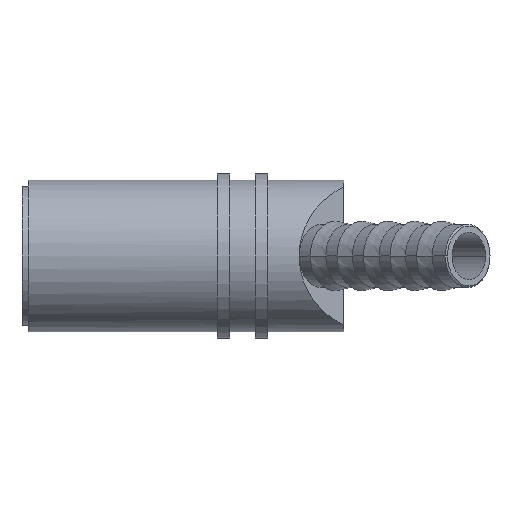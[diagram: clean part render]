
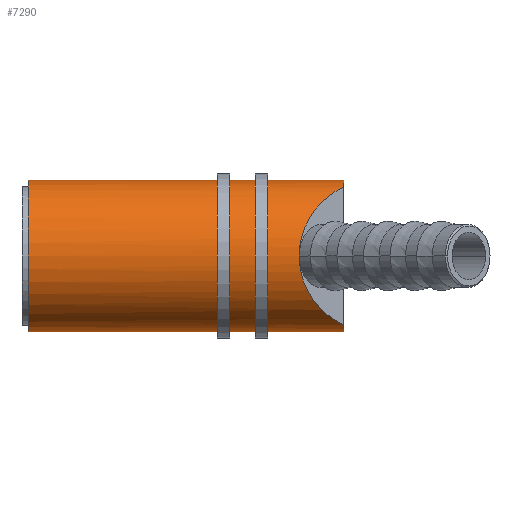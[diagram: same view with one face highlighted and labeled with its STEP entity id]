
A CAD part, front view. The second image highlights one B-rep face of the part: STEP entity #7290.
In plain terms, the highlighted cylindrical face has radius 12 mm (diameter 24 mm), a partial arc.
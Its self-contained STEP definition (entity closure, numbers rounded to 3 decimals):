
#44 = AXIS2_PLACEMENT_3D ( 'NONE', #648, #3652, #3057 ) ;
#168 = CIRCLE ( 'NONE', #1179, 12. ) ;
#189 = DIRECTION ( 'NONE',  ( -1., 0., 0. ) ) ;
#223 = CARTESIAN_POINT ( 'NONE',  ( 0., 0., -12. ) ) ;
#352 = CARTESIAN_POINT ( 'NONE',  ( 43.929, -12., 0. ) ) ;
#386 = EDGE_CURVE ( 'NONE', #6467, #6907, #3453, .T. ) ;
#425 = CARTESIAN_POINT ( 'NONE',  ( 43.929, -12., 4.861 ) ) ;
#494 = VERTEX_POINT ( 'NONE', #2627 ) ;
#648 = CARTESIAN_POINT ( 'NONE',  ( 51., 0., 0. ) ) ;
#813 = CIRCLE ( 'NONE', #2195, 12. ) ;
#923 = AXIS2_PLACEMENT_3D ( 'NONE', #3538, #4162, #5336 ) ;
#960 = VERTEX_POINT ( 'NONE', #2656 ) ;
#1179 = AXIS2_PLACEMENT_3D ( 'NONE', #3138, #3769, #7382 ) ;
#1267 = EDGE_LOOP ( 'NONE', ( #1355, #6288, #2570, #3833, #1554, #5761, #1552 ) ) ;
#1355 = ORIENTED_EDGE ( 'NONE', *, *, #1689, .F. ) ;
#1552 = ORIENTED_EDGE ( 'NONE', *, *, #5057, .F. ) ;
#1554 = ORIENTED_EDGE ( 'NONE', *, *, #386, .T. ) ;
#1567 = VECTOR ( 'NONE', #5026, 1000. ) ;
#1689 = EDGE_CURVE ( 'NONE', #6668, #494, #5615, .T. ) ;
#1762 =( BOUNDED_CURVE ( )  B_SPLINE_CURVE ( 3, ( #352, #425, #2836, #5228 ),
 .UNSPECIFIED., .F., .T. ) 
 B_SPLINE_CURVE_WITH_KNOTS ( ( 4, 4 ),
 ( 0., 1.148 ),
 .UNSPECIFIED. ) 
 CURVE ( )  GEOMETRIC_REPRESENTATION_ITEM ( )  RATIONAL_B_SPLINE_CURVE ( ( 1., 0.893, 0.893, 1. ) ) 
 REPRESENTATION_ITEM ( '' )  );
#1911 = CARTESIAN_POINT ( 'NONE',  ( 43.929, -12., 0. ) ) ;
#2073 = DIRECTION ( 'NONE',  ( -1., 0., 0. ) ) ;
#2195 = AXIS2_PLACEMENT_3D ( 'NONE', #4909, #189, #3149 ) ;
#2394 = FACE_OUTER_BOUND ( 'NONE', #1267, .T. ) ;
#2409 = CARTESIAN_POINT ( 'NONE',  ( 51., -4.929, 10.941 ) ) ;
#2570 = ORIENTED_EDGE ( 'NONE', *, *, #7464, .T. ) ;
#2627 = CARTESIAN_POINT ( 'NONE',  ( 1., 0., -12. ) ) ;
#2656 = CARTESIAN_POINT ( 'NONE',  ( 51., -4.929, -10.941 ) ) ;
#2836 = CARTESIAN_POINT ( 'NONE',  ( 46.568, -9.361, 8.944 ) ) ;
#3057 = DIRECTION ( 'NONE',  ( 0., 0., 1. ) ) ;
#3123 = VERTEX_POINT ( 'NONE', #4963 ) ;
#3138 = CARTESIAN_POINT ( 'NONE',  ( 51., 0., 0. ) ) ;
#3149 = DIRECTION ( 'NONE',  ( 0., 0., 1. ) ) ;
#3453 = CIRCLE ( 'NONE', #44, 12. ) ;
#3523 = VERTEX_POINT ( 'NONE', #4560 ) ;
#3538 = CARTESIAN_POINT ( 'NONE',  ( 0., 0., 0. ) ) ;
#3652 = DIRECTION ( 'NONE',  ( -1., 0., 0. ) ) ;
#3769 = DIRECTION ( 'NONE',  ( -1., 0., 0. ) ) ;
#3830 = CARTESIAN_POINT ( 'NONE',  ( 51., 0., -12. ) ) ;
#3833 = ORIENTED_EDGE ( 'NONE', *, *, #4511, .T. ) ;
#4162 = DIRECTION ( 'NONE',  ( -1., 0., 0. ) ) ;
#4313 = CARTESIAN_POINT ( 'NONE',  ( 0., 0., 12. ) ) ;
#4453 = CARTESIAN_POINT ( 'NONE',  ( 51., 0., 12. ) ) ;
#4511 = EDGE_CURVE ( 'NONE', #3123, #6467, #1762, .T. ) ;
#4560 = CARTESIAN_POINT ( 'NONE',  ( 1., 0., 12. ) ) ;
#4909 = CARTESIAN_POINT ( 'NONE',  ( 1., 0., 0. ) ) ;
#4961 =( BOUNDED_CURVE ( )  B_SPLINE_CURVE ( 3, ( #6080, #5612, #7423, #1911 ),
 .UNSPECIFIED., .F., .T. ) 
 B_SPLINE_CURVE_WITH_KNOTS ( ( 4, 4 ),
 ( 5.136, 6.283 ),
 .UNSPECIFIED. ) 
 CURVE ( )  GEOMETRIC_REPRESENTATION_ITEM ( )  RATIONAL_B_SPLINE_CURVE ( ( 1., 0.893, 0.893, 1. ) ) 
 REPRESENTATION_ITEM ( '' )  );
#4963 = CARTESIAN_POINT ( 'NONE',  ( 43.929, -12., 0. ) ) ;
#5026 = DIRECTION ( 'NONE',  ( -1., 0., 0. ) ) ;
#5057 = EDGE_CURVE ( 'NONE', #494, #3523, #813, .T. ) ;
#5228 = CARTESIAN_POINT ( 'NONE',  ( 51., -4.929, 10.941 ) ) ;
#5336 = DIRECTION ( 'NONE',  ( 0., 0., 1. ) ) ;
#5571 = VECTOR ( 'NONE', #2073, 1000. ) ;
#5612 = CARTESIAN_POINT ( 'NONE',  ( 46.568, -9.361, -8.944 ) ) ;
#5615 = LINE ( 'NONE', #223, #1567 ) ;
#5761 = ORIENTED_EDGE ( 'NONE', *, *, #7466, .T. ) ;
#6080 = CARTESIAN_POINT ( 'NONE',  ( 51., -4.929, -10.941 ) ) ;
#6288 = ORIENTED_EDGE ( 'NONE', *, *, #7454, .T. ) ;
#6467 = VERTEX_POINT ( 'NONE', #2409 ) ;
#6600 = CYLINDRICAL_SURFACE ( 'NONE', #923, 12. ) ;
#6668 = VERTEX_POINT ( 'NONE', #3830 ) ;
#6710 = LINE ( 'NONE', #4313, #5571 ) ;
#6907 = VERTEX_POINT ( 'NONE', #4453 ) ;
#7290 = ADVANCED_FACE ( 'NONE', ( #2394 ), #6600, .T. ) ;
#7382 = DIRECTION ( 'NONE',  ( 0., 0., 1. ) ) ;
#7423 = CARTESIAN_POINT ( 'NONE',  ( 43.929, -12., -4.861 ) ) ;
#7454 = EDGE_CURVE ( 'NONE', #6668, #960, #168, .T. ) ;
#7464 = EDGE_CURVE ( 'NONE', #960, #3123, #4961, .T. ) ;
#7466 = EDGE_CURVE ( 'NONE', #6907, #3523, #6710, .T. ) ;
